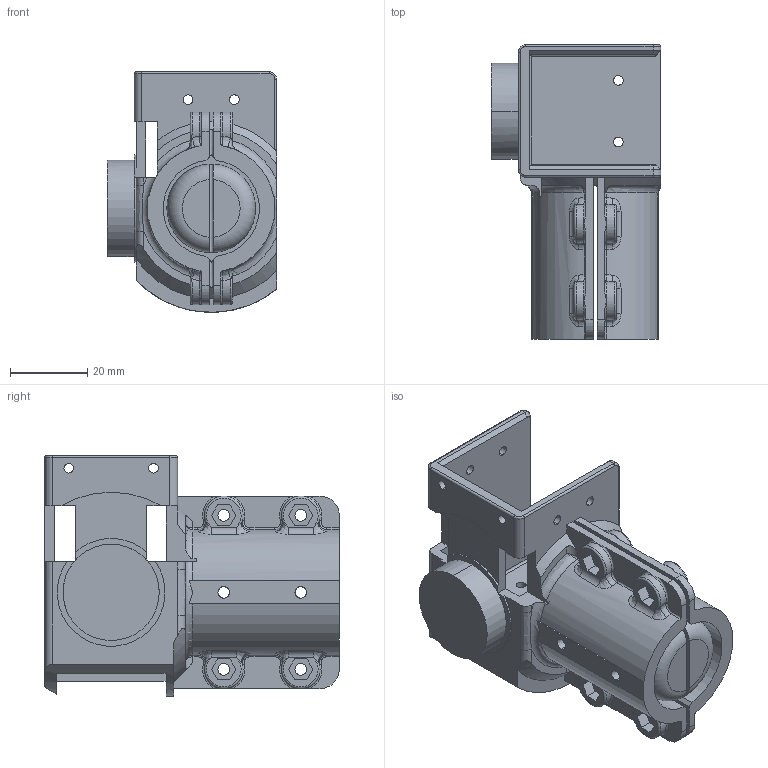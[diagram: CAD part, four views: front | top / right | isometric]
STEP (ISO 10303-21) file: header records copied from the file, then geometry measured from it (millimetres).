
FILE_DESCRIPTION((''),'2;1');
FILE_NAME('OBMP-FWM-A-1620','2023-11-07T16:37:42',('Ghasto'),(''),'CREO PARAMETRIC BY PTC INC, 2019164','CREO PARAMETRIC BY PTC INC, 2019164','');
FILE_SCHEMA(('CONFIG_CONTROL_DESIGN'));
Length unit declared in the file: millimetre
Products named in the file (1): OBMP-FWM-A-1620
Bounding box: 44 x 76.5 x 62.49 mm (x, y, z)
Volume: 58517.8 mm3; surface area: 31498.8 mm2
Topology: 1 solids, 1 shells, 357 faces, 943 edges, 593 vertices
Faces by surface type: plane 141, cylinder 122, bspline 53, torus 33, cone 8
Entity records: 14301 total; most frequent: CARTESIAN_POINT 5675, ORIENTED_EDGE 1886, DIRECTION 1660, EDGE_CURVE 943, AXIS2_PLACEMENT_3D 602, VERTEX_POINT 593, VECTOR 456, LINE 456
